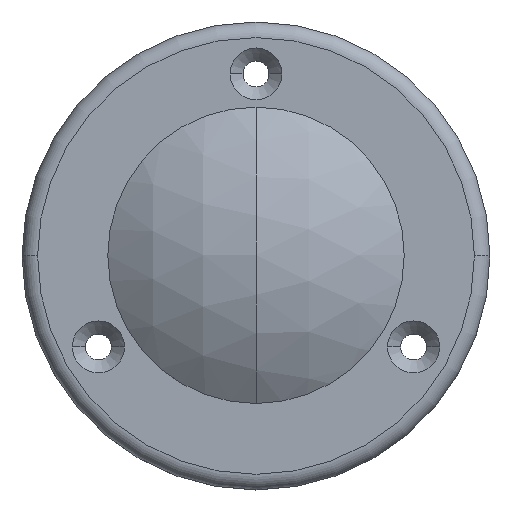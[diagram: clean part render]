
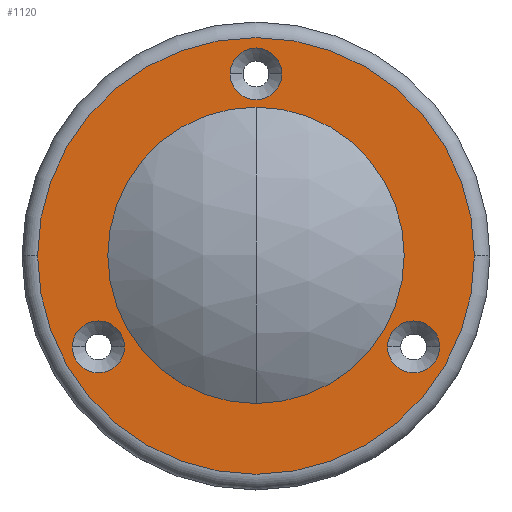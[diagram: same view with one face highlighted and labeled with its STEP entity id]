
A CAD part, top view. The second image highlights one B-rep face of the part: STEP entity #1120.
In plain terms, the highlighted planar face has unit normal (0, 0, 1).
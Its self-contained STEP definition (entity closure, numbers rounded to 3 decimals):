
#5 = EDGE_LOOP ( 'NONE', ( #1243, #1572 ) ) ;
#16 = DIRECTION ( 'NONE',  ( 1., 0., 0. ) ) ;
#24 = DIRECTION ( 'NONE',  ( 0., 0., 1. ) ) ;
#29 = CARTESIAN_POINT ( 'NONE',  ( 30.311, -17.5, 15. ) ) ;
#56 = CARTESIAN_POINT ( 'NONE',  ( -5., 35., 15. ) ) ;
#62 = EDGE_LOOP ( 'NONE', ( #961, #332 ) ) ;
#78 = AXIS2_PLACEMENT_3D ( 'NONE', #725, #694, #692 ) ;
#164 = ORIENTED_EDGE ( 'NONE', *, *, #1059, .F. ) ;
#207 = ORIENTED_EDGE ( 'NONE', *, *, #492, .F. ) ;
#217 = EDGE_CURVE ( 'NONE', #630, #735, #254, .T. ) ;
#221 = DIRECTION ( 'NONE',  ( 1., 0., 0. ) ) ;
#254 = CIRCLE ( 'NONE', #2007, 42. ) ;
#256 = CARTESIAN_POINT ( 'NONE',  ( 0., 35., 15. ) ) ;
#260 = DIRECTION ( 'NONE',  ( 0., 0., 1. ) ) ;
#269 = DIRECTION ( 'NONE',  ( 1., 0., 0. ) ) ;
#271 = FACE_BOUND ( 'NONE', #5, .T. ) ;
#277 = CARTESIAN_POINT ( 'NONE',  ( 0., 35., 15. ) ) ;
#332 = ORIENTED_EDGE ( 'NONE', *, *, #1228, .T. ) ;
#361 = DIRECTION ( 'NONE',  ( 0., 0., -1. ) ) ;
#380 = FACE_BOUND ( 'NONE', #2020, .T. ) ;
#400 = CIRCLE ( 'NONE', #1201, 5. ) ;
#478 = DIRECTION ( 'NONE',  ( 0., 0., 1. ) ) ;
#492 = EDGE_CURVE ( 'NONE', #830, #525, #613, .T. ) ;
#509 = DIRECTION ( 'NONE',  ( 1., 0., 0. ) ) ;
#515 = CARTESIAN_POINT ( 'NONE',  ( 24.5, 0., 15. ) ) ;
#525 = VERTEX_POINT ( 'NONE', #611 ) ;
#537 = VERTEX_POINT ( 'NONE', #604 ) ;
#554 = VERTEX_POINT ( 'NONE', #621 ) ;
#575 = VERTEX_POINT ( 'NONE', #56 ) ;
#604 = CARTESIAN_POINT ( 'NONE',  ( -35.311, -17.5, 15. ) ) ;
#611 = CARTESIAN_POINT ( 'NONE',  ( 25.311, -17.5, 15. ) ) ;
#613 = CIRCLE ( 'NONE', #1451, 5. ) ;
#621 = CARTESIAN_POINT ( 'NONE',  ( -24.5, 0., 15. ) ) ;
#630 = VERTEX_POINT ( 'NONE', #978 ) ;
#632 = DIRECTION ( 'NONE',  ( 0., 0., 1. ) ) ;
#647 = CARTESIAN_POINT ( 'NONE',  ( 0., 24.5, 15. ) ) ;
#651 = VERTEX_POINT ( 'NONE', #1647 ) ;
#653 = ORIENTED_EDGE ( 'NONE', *, *, #1986, .F. ) ;
#692 = DIRECTION ( 'NONE',  ( 1., 0., 0. ) ) ;
#693 = CIRCLE ( 'NONE', #998, 42. ) ;
#694 = DIRECTION ( 'NONE',  ( 0., 0., 1. ) ) ;
#712 = CIRCLE ( 'NONE', #1996, 24.5 ) ;
#725 = CARTESIAN_POINT ( 'NONE',  ( -30.311, -17.5, 15. ) ) ;
#735 = VERTEX_POINT ( 'NONE', #1182 ) ;
#741 = DIRECTION ( 'NONE',  ( 1., 0., 0. ) ) ;
#772 = CIRCLE ( 'NONE', #1731, 5. ) ;
#806 = DIRECTION ( 'NONE',  ( 0., 0., 1. ) ) ;
#822 = DIRECTION ( 'NONE',  ( -1., 0., 0. ) ) ;
#830 = VERTEX_POINT ( 'NONE', #1983 ) ;
#836 = EDGE_CURVE ( 'NONE', #537, #651, #772, .T. ) ;
#874 = VERTEX_POINT ( 'NONE', #1309 ) ;
#898 = AXIS2_PLACEMENT_3D ( 'NONE', #29, #24, #16 ) ;
#910 = CARTESIAN_POINT ( 'NONE',  ( 0., 0., 15. ) ) ;
#956 = EDGE_LOOP ( 'NONE', ( #1793, #1715 ) ) ;
#961 = ORIENTED_EDGE ( 'NONE', *, *, #217, .T. ) ;
#978 = CARTESIAN_POINT ( 'NONE',  ( 42., 0., 15. ) ) ;
#998 = AXIS2_PLACEMENT_3D ( 'NONE', #910, #806, #741 ) ;
#1007 = CIRCLE ( 'NONE', #1550, 5. ) ;
#1050 = CIRCLE ( 'NONE', #1668, 24.5 ) ;
#1059 = EDGE_CURVE ( 'NONE', #1152, #554, #712, .T. ) ;
#1065 = FACE_OUTER_BOUND ( 'NONE', #62, .T. ) ;
#1120 = ADVANCED_FACE ( 'NONE', ( #271, #1413, #1399, #380, #1065 ), #1881, .F. ) ;
#1152 = VERTEX_POINT ( 'NONE', #515 ) ;
#1182 = CARTESIAN_POINT ( 'NONE',  ( -42., 0., 15. ) ) ;
#1201 = AXIS2_PLACEMENT_3D ( 'NONE', #256, #478, #509 ) ;
#1213 = CARTESIAN_POINT ( 'NONE',  ( 30.311, -17.5, 15. ) ) ;
#1228 = EDGE_CURVE ( 'NONE', #735, #630, #693, .T. ) ;
#1243 = ORIENTED_EDGE ( 'NONE', *, *, #1962, .F. ) ;
#1263 = DIRECTION ( 'NONE',  ( 0., 0., 1. ) ) ;
#1285 = CARTESIAN_POINT ( 'NONE',  ( -30.311, -17.5, 15. ) ) ;
#1298 = DIRECTION ( 'NONE',  ( 1., 0., 0. ) ) ;
#1309 = CARTESIAN_POINT ( 'NONE',  ( 5., 35., 15. ) ) ;
#1332 = DIRECTION ( 'NONE',  ( 1., 0., 0. ) ) ;
#1335 = DIRECTION ( 'NONE',  ( 0., 0., 1. ) ) ;
#1342 = DIRECTION ( 'NONE',  ( 0., 0., 1. ) ) ;
#1344 = CARTESIAN_POINT ( 'NONE',  ( 0., 0., 15. ) ) ;
#1399 = FACE_BOUND ( 'NONE', #1953, .T. ) ;
#1413 = FACE_BOUND ( 'NONE', #956, .T. ) ;
#1451 = AXIS2_PLACEMENT_3D ( 'NONE', #1213, #632, #269 ) ;
#1465 = CARTESIAN_POINT ( 'NONE',  ( 0., 0., 15. ) ) ;
#1550 = AXIS2_PLACEMENT_3D ( 'NONE', #277, #260, #221 ) ;
#1572 = ORIENTED_EDGE ( 'NONE', *, *, #2125, .F. ) ;
#1623 = EDGE_CURVE ( 'NONE', #554, #1152, #1050, .T. ) ;
#1644 = ORIENTED_EDGE ( 'NONE', *, *, #1623, .F. ) ;
#1647 = CARTESIAN_POINT ( 'NONE',  ( -25.311, -17.5, 15. ) ) ;
#1668 = AXIS2_PLACEMENT_3D ( 'NONE', #1344, #1342, #1332 ) ;
#1697 = CIRCLE ( 'NONE', #78, 5. ) ;
#1715 = ORIENTED_EDGE ( 'NONE', *, *, #836, .F. ) ;
#1731 = AXIS2_PLACEMENT_3D ( 'NONE', #1285, #1263, #1298 ) ;
#1793 = ORIENTED_EDGE ( 'NONE', *, *, #1811, .F. ) ;
#1811 = EDGE_CURVE ( 'NONE', #651, #537, #1697, .T. ) ;
#1881 = PLANE ( 'NONE',  #2008 ) ;
#1920 = CIRCLE ( 'NONE', #898, 5. ) ;
#1953 = EDGE_LOOP ( 'NONE', ( #207, #653 ) ) ;
#1962 = EDGE_CURVE ( 'NONE', #874, #575, #1007, .T. ) ;
#1983 = CARTESIAN_POINT ( 'NONE',  ( 35.311, -17.5, 15. ) ) ;
#1986 = EDGE_CURVE ( 'NONE', #525, #830, #1920, .T. ) ;
#1996 = AXIS2_PLACEMENT_3D ( 'NONE', #2129, #1335, #2110 ) ;
#2007 = AXIS2_PLACEMENT_3D ( 'NONE', #1465, #2103, #2018 ) ;
#2008 = AXIS2_PLACEMENT_3D ( 'NONE', #647, #361, #822 ) ;
#2018 = DIRECTION ( 'NONE',  ( 1., 0., 0. ) ) ;
#2020 = EDGE_LOOP ( 'NONE', ( #164, #1644 ) ) ;
#2103 = DIRECTION ( 'NONE',  ( 0., 0., 1. ) ) ;
#2110 = DIRECTION ( 'NONE',  ( 1., 0., 0. ) ) ;
#2125 = EDGE_CURVE ( 'NONE', #575, #874, #400, .T. ) ;
#2129 = CARTESIAN_POINT ( 'NONE',  ( 0., 0., 15. ) ) ;
